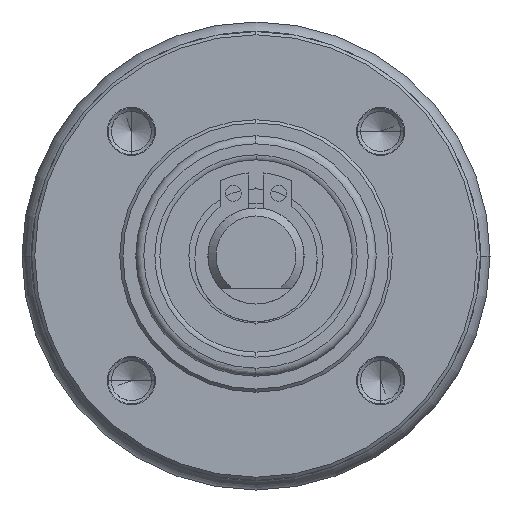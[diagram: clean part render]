
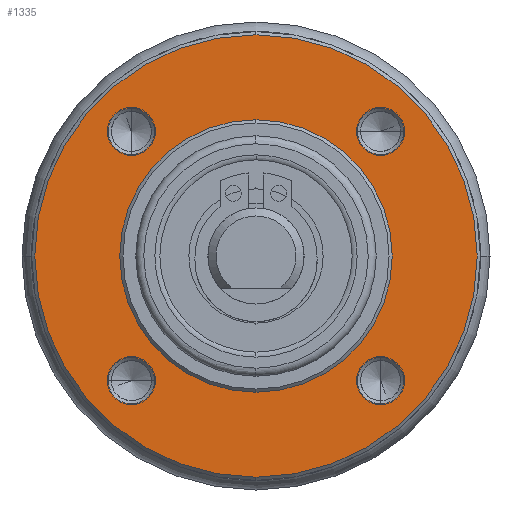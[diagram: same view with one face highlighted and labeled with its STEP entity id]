
A CAD part, left-side view. The second image highlights one B-rep face of the part: STEP entity #1335.
In plain terms, the highlighted planar face has unit normal (-1, 0, 0).
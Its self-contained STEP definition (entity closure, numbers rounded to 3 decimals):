
#333=CARTESIAN_POINT('',(0.,0.,0.));
#334=DIRECTION('',(1.,0.,0.));
#335=DIRECTION('',(0.,0.,1.));
#336=AXIS2_PLACEMENT_3D('',#333,#334,#335);
#338=CARTESIAN_POINT('',(0.,0.,0.));
#339=DIRECTION('',(1.,0.,0.));
#340=DIRECTION('',(0.,0.,-1.));
#341=AXIS2_PLACEMENT_3D('',#338,#339,#340);
#343=CARTESIAN_POINT('',(0.,0.,0.));
#344=DIRECTION('',(-1.,0.,0.));
#345=DIRECTION('',(0.,0.,1.));
#346=AXIS2_PLACEMENT_3D('',#343,#344,#345);
#348=CARTESIAN_POINT('',(0.,0.,0.));
#349=DIRECTION('',(-1.,0.,0.));
#350=DIRECTION('',(0.,0.,-1.));
#351=AXIS2_PLACEMENT_3D('',#348,#349,#350);
#353=CARTESIAN_POINT('',(0.,7.778,
-7.778));
#354=DIRECTION('',(-1.,0.,0.));
#355=DIRECTION('',(0.,-1.,0.));
#356=AXIS2_PLACEMENT_3D('',#353,#354,#355);
#358=CARTESIAN_POINT('',(0.,7.778,
-7.778));
#359=DIRECTION('',(-1.,0.,0.));
#360=DIRECTION('',(0.,0.,1.));
#361=AXIS2_PLACEMENT_3D('',#358,#359,#360);
#363=CARTESIAN_POINT('',(0.,7.778,
-7.778));
#364=DIRECTION('',(-1.,0.,0.));
#365=DIRECTION('',(0.,1.,0.));
#366=AXIS2_PLACEMENT_3D('',#363,#364,#365);
#368=CARTESIAN_POINT('',(0.,7.778,
-7.778));
#369=DIRECTION('',(-1.,0.,0.));
#370=DIRECTION('',(0.,0.,-1.));
#371=AXIS2_PLACEMENT_3D('',#368,#369,#370);
#373=CARTESIAN_POINT('',(0.,7.778,
7.778));
#374=DIRECTION('',(-1.,0.,0.));
#375=DIRECTION('',(0.,0.,-1.));
#376=AXIS2_PLACEMENT_3D('',#373,#374,#375);
#378=CARTESIAN_POINT('',(0.,7.778,
7.778));
#379=DIRECTION('',(-1.,0.,0.));
#380=DIRECTION('',(0.,0.,1.));
#381=AXIS2_PLACEMENT_3D('',#378,#379,#380);
#383=CARTESIAN_POINT('',(0.,-7.778,
-7.778));
#384=DIRECTION('',(-1.,0.,0.));
#385=DIRECTION('',(0.,0.,-1.));
#386=AXIS2_PLACEMENT_3D('',#383,#384,#385);
#388=CARTESIAN_POINT('',(0.,-7.778,
-7.778));
#389=DIRECTION('',(-1.,0.,0.));
#390=DIRECTION('',(0.,0.,1.));
#391=AXIS2_PLACEMENT_3D('',#388,#389,#390);
#393=CARTESIAN_POINT('',(0.,-7.778,
7.778));
#394=DIRECTION('',(-1.,0.,0.));
#395=DIRECTION('',(0.,-1.,0.));
#396=AXIS2_PLACEMENT_3D('',#393,#394,#395);
#398=CARTESIAN_POINT('',(0.,-7.778,
7.778));
#399=DIRECTION('',(-1.,0.,0.));
#400=DIRECTION('',(0.,0.,1.));
#401=AXIS2_PLACEMENT_3D('',#398,#399,#400);
#403=CARTESIAN_POINT('',(0.,-7.778,
7.778));
#404=DIRECTION('',(-1.,0.,0.));
#405=DIRECTION('',(0.,1.,0.));
#406=AXIS2_PLACEMENT_3D('',#403,#404,#405);
#408=CARTESIAN_POINT('',(0.,-7.778,
7.778));
#409=DIRECTION('',(-1.,0.,0.));
#410=DIRECTION('',(0.,0.,-1.));
#411=AXIS2_PLACEMENT_3D('',#408,#409,#410);
#835=CARTESIAN_POINT('',(0.,0.,-13.8));
#836=CARTESIAN_POINT('',(0.,0.,13.8));
#837=VERTEX_POINT('',#835);
#838=VERTEX_POINT('',#836);
#839=CARTESIAN_POINT('',(0.,0.,8.5));
#840=CARTESIAN_POINT('',(0.,0.,-8.5));
#841=VERTEX_POINT('',#839);
#842=VERTEX_POINT('',#840);
#843=CARTESIAN_POINT('',(0.,7.778,
-6.328));
#844=CARTESIAN_POINT('',(0.,9.228,
-7.778));
#845=VERTEX_POINT('',#843);
#846=VERTEX_POINT('',#844);
#847=CARTESIAN_POINT('',(0.,6.328,
-7.778));
#848=VERTEX_POINT('',#847);
#849=CARTESIAN_POINT('',(0.,7.778,
-9.228));
#850=VERTEX_POINT('',#849);
#851=CARTESIAN_POINT('',(0.,7.778,
6.328));
#852=CARTESIAN_POINT('',(0.,7.778,
9.228));
#853=VERTEX_POINT('',#851);
#854=VERTEX_POINT('',#852);
#855=CARTESIAN_POINT('',(0.,-7.778,
-9.228));
#856=CARTESIAN_POINT('',(0.,-7.778,
-6.328));
#857=VERTEX_POINT('',#855);
#858=VERTEX_POINT('',#856);
#859=CARTESIAN_POINT('',(0.,-7.778,
9.228));
#860=CARTESIAN_POINT('',(0.,-6.328,
7.778));
#861=VERTEX_POINT('',#859);
#862=VERTEX_POINT('',#860);
#863=CARTESIAN_POINT('',(0.,-9.228,
7.778));
#864=VERTEX_POINT('',#863);
#865=CARTESIAN_POINT('',(0.,-7.778,
6.328));
#866=VERTEX_POINT('',#865);
#1287=CARTESIAN_POINT('',(0.,0.,0.));
#1288=DIRECTION('',(1.,0.,0.));
#1289=DIRECTION('',(0.,0.,1.));
#1290=AXIS2_PLACEMENT_3D('',#1287,#1288,#1289);
#1291=PLANE('',#1290);
#1293=ORIENTED_EDGE('',*,*,#1292,.T.);
#1294=ORIENTED_EDGE('',*,*,#1277,.T.);
#1295=EDGE_LOOP('',(#1293,#1294));
#1296=FACE_OUTER_BOUND('',#1295,.F.);
#1298=ORIENTED_EDGE('',*,*,#1297,.T.);
#1300=ORIENTED_EDGE('',*,*,#1299,.T.);
#1301=EDGE_LOOP('',(#1298,#1300));
#1302=FACE_BOUND('',#1301,.F.);
#1304=ORIENTED_EDGE('',*,*,#1303,.T.);
#1306=ORIENTED_EDGE('',*,*,#1305,.T.);
#1308=ORIENTED_EDGE('',*,*,#1307,.T.);
#1310=ORIENTED_EDGE('',*,*,#1309,.T.);
#1311=EDGE_LOOP('',(#1304,#1306,#1308,#1310));
#1312=FACE_BOUND('',#1311,.F.);
#1314=ORIENTED_EDGE('',*,*,#1313,.T.);
#1316=ORIENTED_EDGE('',*,*,#1315,.T.);
#1317=EDGE_LOOP('',(#1314,#1316));
#1318=FACE_BOUND('',#1317,.F.);
#1320=ORIENTED_EDGE('',*,*,#1319,.T.);
#1322=ORIENTED_EDGE('',*,*,#1321,.T.);
#1323=EDGE_LOOP('',(#1320,#1322));
#1324=FACE_BOUND('',#1323,.F.);
#1326=ORIENTED_EDGE('',*,*,#1325,.T.);
#1328=ORIENTED_EDGE('',*,*,#1327,.T.);
#1330=ORIENTED_EDGE('',*,*,#1329,.T.);
#1332=ORIENTED_EDGE('',*,*,#1331,.T.);
#1333=EDGE_LOOP('',(#1326,#1328,#1330,#1332));
#1334=FACE_BOUND('',#1333,.F.);
#337=CIRCLE('',#336,13.8);
#342=CIRCLE('',#341,13.8);
#347=CIRCLE('',#346,8.5);
#352=CIRCLE('',#351,8.5);
#357=CIRCLE('',#356,1.45);
#362=CIRCLE('',#361,1.45);
#367=CIRCLE('',#366,1.45);
#372=CIRCLE('',#371,1.45);
#377=CIRCLE('',#376,1.45);
#382=CIRCLE('',#381,1.45);
#387=CIRCLE('',#386,1.45);
#392=CIRCLE('',#391,1.45);
#397=CIRCLE('',#396,1.45);
#402=CIRCLE('',#401,1.45);
#407=CIRCLE('',#406,1.45);
#412=CIRCLE('',#411,1.45);
#1277=EDGE_CURVE('',#837,#838,#342,.T.);
#1292=EDGE_CURVE('',#838,#837,#337,.T.);
#1297=EDGE_CURVE('',#841,#842,#347,.T.);
#1299=EDGE_CURVE('',#842,#841,#352,.T.);
#1303=EDGE_CURVE('',#848,#845,#357,.T.);
#1305=EDGE_CURVE('',#845,#846,#362,.T.);
#1307=EDGE_CURVE('',#846,#850,#367,.T.);
#1309=EDGE_CURVE('',#850,#848,#372,.T.);
#1313=EDGE_CURVE('',#853,#854,#377,.T.);
#1315=EDGE_CURVE('',#854,#853,#382,.T.);
#1319=EDGE_CURVE('',#857,#858,#387,.T.);
#1321=EDGE_CURVE('',#858,#857,#392,.T.);
#1325=EDGE_CURVE('',#864,#861,#397,.T.);
#1327=EDGE_CURVE('',#861,#862,#402,.T.);
#1329=EDGE_CURVE('',#862,#866,#407,.T.);
#1331=EDGE_CURVE('',#866,#864,#412,.T.);
#1335=ADVANCED_FACE('',(#1296,#1302,#1312,#1318,#1324,#1334),#1291,.F.);
